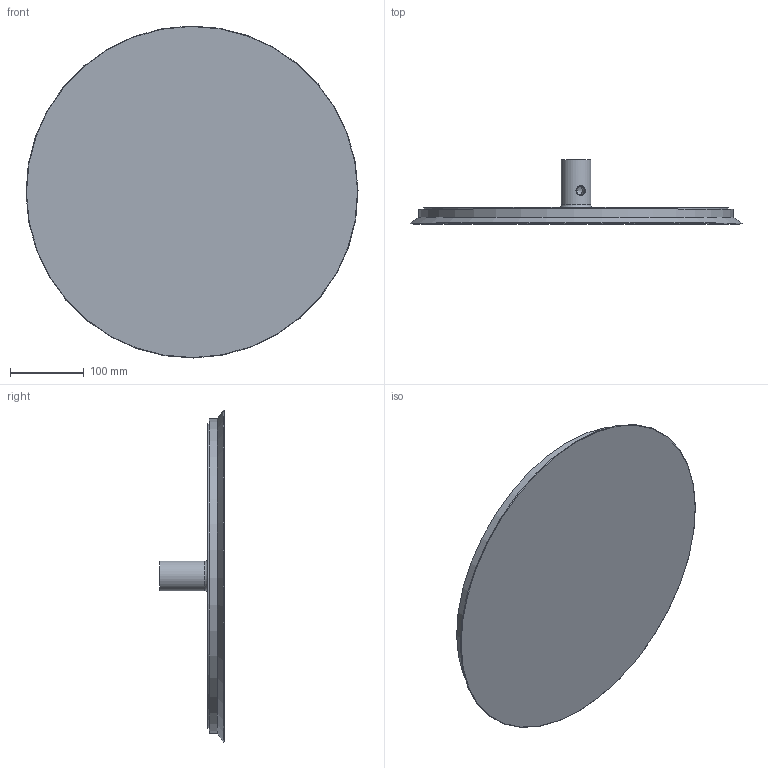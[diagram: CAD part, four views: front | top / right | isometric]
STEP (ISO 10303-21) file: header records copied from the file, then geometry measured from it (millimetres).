
FILE_DESCRIPTION(/* description */ (''),/* implementation_level */ '2;1');
FILE_NAME(/* name */ 'vma450nit.stp',/* time_stamp */ '2020-11-11T16:44:56+01:00',/* author */ ('enginyeria'),/* organization */ (''),/* preprocessor_version */ 'ST-DEVELOPER v17.2',/* originating_system */ 'Autodesk Inventor 2019',/* authorisation */ '');
FILE_SCHEMA (('CONFIG_CONTROL_DESIGN'));
Length unit declared in the file: millimetre
Products named in the file (1): Pieza100
Bounding box: 449.96 x 87 x 449.96 mm (x, y, z)
Volume: 3275999 mm3; surface area: 348851.9 mm2
Topology: 1 solids, 1 shells, 16 faces, 44 edges, 32 vertices
Faces by surface type: cylinder 5, cone 4, plane 4, torus 2, bspline 1
Full cylindrical faces by diameter (mm): 11.445 x1, 18.752 x1, 40 x1, 413 x1, 426 x1
Entity records: 1306 total; most frequent: CARTESIAN_POINT 802, DIRECTION 99, ORIENTED_EDGE 84, AXIS2_PLACEMENT_3D 45, EDGE_CURVE 42, VERTEX_POINT 32, CIRCLE 29, EDGE_LOOP 20
